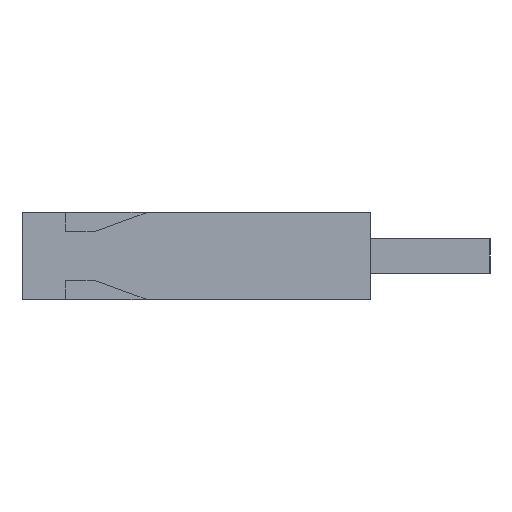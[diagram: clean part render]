
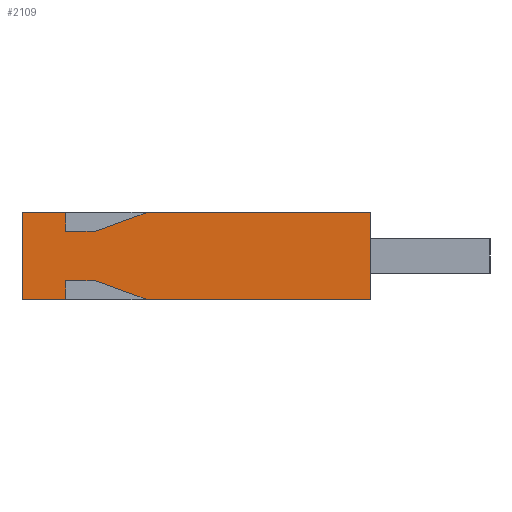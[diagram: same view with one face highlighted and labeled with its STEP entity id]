
A CAD part, left-side view. The second image highlights one B-rep face of the part: STEP entity #2109.
In plain terms, the highlighted planar face has unit normal (-1, 0, 0).
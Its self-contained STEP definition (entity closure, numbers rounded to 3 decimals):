
#2109=ADVANCED_FACE('',(#2861),#2487,.T.);
#2487=PLANE('',#9096);
#2861=FACE_OUTER_BOUND('',#3259,.T.);
#3259=EDGE_LOOP('',(#4133,#4134,#4135,#4136,#4137,#4138,#4139,#4140,#4141,
#4142,#4143,#4144));
#4133=ORIENTED_EDGE('',*,*,#6572,.F.);
#4134=ORIENTED_EDGE('',*,*,#6577,.F.);
#4135=ORIENTED_EDGE('',*,*,#6217,.F.);
#4136=ORIENTED_EDGE('',*,*,#6215,.T.);
#4137=ORIENTED_EDGE('',*,*,#6446,.F.);
#4138=ORIENTED_EDGE('',*,*,#6567,.T.);
#4139=ORIENTED_EDGE('',*,*,#6564,.T.);
#4140=ORIENTED_EDGE('',*,*,#6569,.T.);
#4141=ORIENTED_EDGE('',*,*,#6442,.F.);
#4142=ORIENTED_EDGE('',*,*,#6579,.T.);
#4143=ORIENTED_EDGE('',*,*,#6221,.F.);
#4144=ORIENTED_EDGE('',*,*,#6575,.F.);
#5559=VERTEX_POINT('',#11244);
#5560=VERTEX_POINT('',#11246);
#5561=VERTEX_POINT('',#11250);
#5564=VERTEX_POINT('',#11256);
#5565=VERTEX_POINT('',#11258);
#5784=VERTEX_POINT('',#11698);
#5785=VERTEX_POINT('',#11700);
#5788=VERTEX_POINT('',#11706);
#5885=VERTEX_POINT('',#11946);
#5887=VERTEX_POINT('',#11949);
#5889=VERTEX_POINT('',#11961);
#5891=VERTEX_POINT('',#11964);
#6215=EDGE_CURVE('',#5560,#5559,#7175,.T.);
#6217=EDGE_CURVE('',#5560,#5561,#7177,.T.);
#6221=EDGE_CURVE('',#5564,#5565,#7181,.T.);
#6442=EDGE_CURVE('',#5784,#5785,#7402,.T.);
#6446=EDGE_CURVE('',#5788,#5559,#7406,.T.);
#6564=EDGE_CURVE('',#5887,#5885,#7524,.T.);
#6567=EDGE_CURVE('',#5788,#5887,#7527,.T.);
#6569=EDGE_CURVE('',#5885,#5785,#7529,.T.);
#6572=EDGE_CURVE('',#5889,#5891,#7532,.T.);
#6575=EDGE_CURVE('',#5891,#5564,#7535,.T.);
#6577=EDGE_CURVE('',#5561,#5889,#7537,.T.);
#6579=EDGE_CURVE('',#5784,#5565,#7539,.T.);
#7175=LINE('',#11245,#8135);
#7177=LINE('',#11249,#8137);
#7181=LINE('',#11257,#8141);
#7402=LINE('',#11699,#8362);
#7406=LINE('',#11707,#8366);
#7524=LINE('',#11948,#8484);
#7527=LINE('',#11954,#8487);
#7529=LINE('',#11957,#8489);
#7532=LINE('',#11963,#8492);
#7535=LINE('',#11969,#8495);
#7537=LINE('',#11972,#8497);
#7539=LINE('',#11975,#8499);
#8135=VECTOR('',#9510,1.);
#8137=VECTOR('',#9514,1.);
#8141=VECTOR('',#9518,1.);
#8362=VECTOR('',#9741,1.);
#8366=VECTOR('',#9745,1.);
#8484=VECTOR('',#9913,1.);
#8487=VECTOR('',#9918,1.);
#8489=VECTOR('',#9922,1.);
#8492=VECTOR('',#9927,1.);
#8495=VECTOR('',#9932,1.);
#8497=VECTOR('',#9936,1.);
#8499=VECTOR('',#9940,1.);
#9096=AXIS2_PLACEMENT_3D('',#11976,#9941,#9942);
#9510=DIRECTION('',(0.,0.,-1.));
#9514=DIRECTION('',(0.,-1.,0.));
#9518=DIRECTION('',(0.,-1.,0.));
#9741=DIRECTION('',(0.,1.,0.));
#9745=DIRECTION('',(0.,1.,0.));
#9913=DIRECTION('',(0.,-1.,0.));
#9918=DIRECTION('',(0.,0.,1.));
#9922=DIRECTION('',(0.,-0.94,-0.342));
#9927=DIRECTION('',(0.,-1.,0.));
#9932=DIRECTION('',(0.,-0.94,0.342));
#9936=DIRECTION('',(0.,0.,-1.));
#9940=DIRECTION('',(0.,0.,1.));
#9941=DIRECTION('',(-1.,0.,0.));
#9942=DIRECTION('',(0.,1.,0.));
#11244=CARTESIAN_POINT('',(-99.4,3.,-2.));
#11245=CARTESIAN_POINT('',(-99.4,3.,-2.));
#11246=CARTESIAN_POINT('',(-99.4,3.,2.));
#11249=CARTESIAN_POINT('',(-99.4,0.,2.));
#11250=CARTESIAN_POINT('',(-99.4,1.,2.));
#11256=CARTESIAN_POINT('',(-99.4,-2.747,2.));
#11257=CARTESIAN_POINT('',(-99.4,1.,2.));
#11258=CARTESIAN_POINT('',(-99.4,-13.,2.));
#11698=CARTESIAN_POINT('',(-99.4,-13.,-2.));
#11699=CARTESIAN_POINT('',(-99.4,1.,-2.));
#11700=CARTESIAN_POINT('',(-99.4,-2.747,-2.));
#11706=CARTESIAN_POINT('',(-99.4,1.,-2.));
#11707=CARTESIAN_POINT('',(-99.4,1.,-2.));
#11946=CARTESIAN_POINT('',(-99.4,-0.363,-1.132));
#11948=CARTESIAN_POINT('',(-99.4,1.,-1.132));
#11949=CARTESIAN_POINT('',(-99.4,1.,-1.132));
#11954=CARTESIAN_POINT('',(-99.4,1.,-2.));
#11957=CARTESIAN_POINT('',(-99.4,-0.663,-1.241));
#11961=CARTESIAN_POINT('',(-99.4,1.,1.132));
#11963=CARTESIAN_POINT('',(-99.4,1.,1.132));
#11964=CARTESIAN_POINT('',(-99.4,-0.363,1.132));
#11969=CARTESIAN_POINT('',(-99.4,-0.663,1.241));
#11972=CARTESIAN_POINT('',(-99.4,1.,-2.));
#11975=CARTESIAN_POINT('',(-99.4,-13.,-1.7));
#11976=CARTESIAN_POINT('',(-99.4,1.,-2.));
